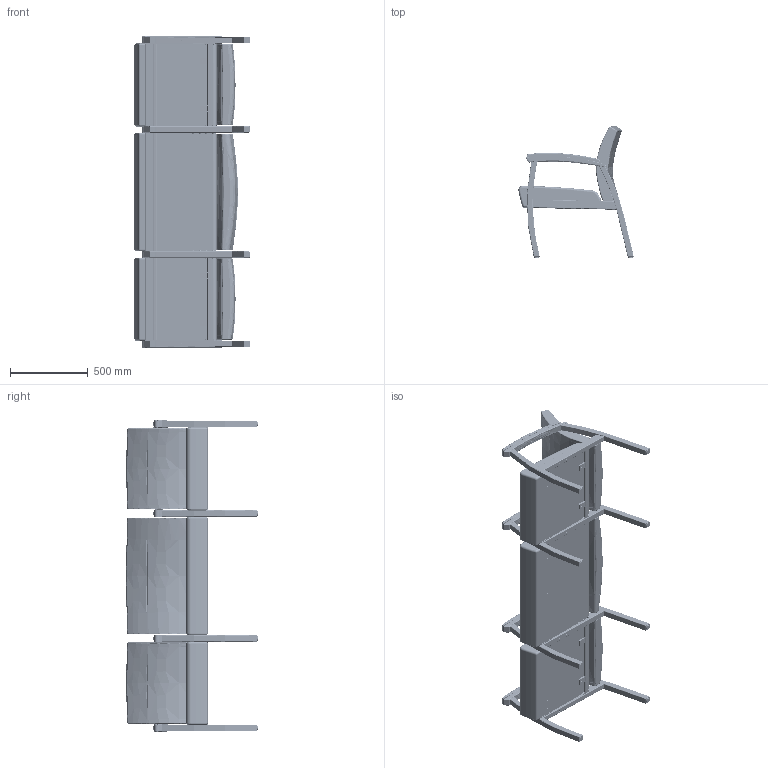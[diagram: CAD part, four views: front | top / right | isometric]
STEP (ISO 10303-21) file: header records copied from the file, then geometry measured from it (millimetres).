
FILE_DESCRIPTION(/* description */ ('RIGHT ARM'),/* implementation_level */ '2;1');
FILE_NAME(/* name */ 'KOW30IBCU.stp',/* time_stamp */ '2016-02-22T13:42:52-05:00',/* author */ ('emerkel'),/* organization */ (''),/* preprocessor_version */ 'ST-DEVELOPER v16.1',/* originating_system */ 'Autodesk Inventor 2016',/* authorisation */ '');
FILE_SCHEMA (('AUTOMOTIVE_DESIGN { 1 0 10303 214 3 1 1 }'));
Products named in the file (24): KOW10 ARMR; KOW10 ARMI; KOT10B-1 USEAT; KOT10 USEAT; KOT10 BACK NEW; KOT10B UBACK; KOW10 ARML; GLIDE APFAA06-1; 1420X.75 PSHPB; STUBE KOW10_Welds; STUBE KOW10; STUBE PLATE KOW10; STUBE KOW10_1; STU1X1.5X21_Welds; STU1X1.5X21; STUBE PLT-4; U-CHANNEL FOR STUBE; STU1X1.5X21_1; STUBE KOW10B_Welds; STUBE KOW10B; STUBE PLATE KOW10_1; STUBE KOW10B_1; KOW10 MAC BLK; KOW30IBCU
Assembly tree (97 placements, depth 3):
  KOW30IBCU
    KOW10 ARMR
    KOW10 ARMI  x2
    KOT10B-1 USEAT
    KOT10 USEAT  x2
    KOT10 BACK NEW  x2
    KOT10B UBACK
    KOW10 ARML
    GLIDE APFAA06-1  x8
    1420X.75 PSHPB  x56
    STUBE KOW10_1  x2
      STUBE KOW10_Welds
      STUBE KOW10
      STUBE PLATE KOW10
    STU1X1.5X21_1  x2
      STU1X1.5X21_Welds
      STU1X1.5X21
      STUBE PLT-4
      U-CHANNEL FOR STUBE
    STUBE KOW10B_1
      STUBE KOW10B_Welds
      STUBE KOW10B
      STUBE PLATE KOW10_1  x2
    KOW10 MAC BLK  x4
Bounding box: 739.57 x 844.71 x 2001.01 mm (x, y, z)
Volume: 195250022.4 mm3; surface area: 7667534.1 mm2
Topology: 241 solids, 241 shells, 5675 faces, 13988 edges, 9005 vertices
Faces by surface type: plane 2149, cylinder 1553, cone 920, bspline 507, torus 462, sphere 84
Full cylindrical faces by diameter (mm): 6.35 x148, 7.938 x36, 8.733 x64, 9.5 x608, 9.525 x46, 9.922 x8, 10.77 x8, 12.497 x56, 12.7 x12, 16.002 x8, 19.05 x8, 28.575 x8
Entity records: 129358 total; most frequent: CARTESIAN_POINT 94135, DIRECTION 6803, ORIENTED_EDGE 6534, EDGE_CURVE 3267, AXIS2_PLACEMENT_3D 2888, VERTEX_POINT 2168, EDGE_LOOP 2129, ADVANCED_FACE 1596
